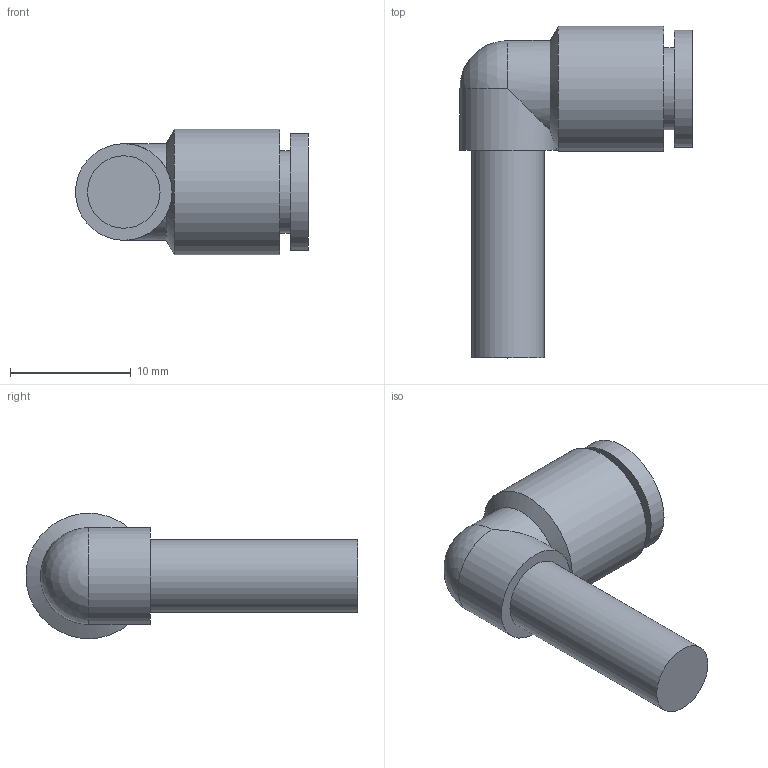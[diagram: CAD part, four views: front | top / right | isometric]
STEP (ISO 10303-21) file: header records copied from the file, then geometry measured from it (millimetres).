
FILE_DESCRIPTION( ( 'STEP AP214' ), '1' );
FILE_NAME( 'KQ2L06-99A.stp', '2020-03-21T08:40:44', ( 'License CC BY-ND 4.0' ), ( 'CADENAS' ), ' ', 'PARTsolutions', ' ' );
FILE_SCHEMA( ( 'AUTOMOTIVE_DESIGN { 1 0 10303 214 1 1 1 1 }' ) );
Length unit declared in the file: millimetre
Products named in the file (1): _KQ2L06-99A
Bounding box: 19.3 x 27.5 x 10.4 mm (x, y, z)
Volume: 1453.1 mm3; surface area: 1373.5 mm2
Topology: 1 solids, 1 shells, 15 faces, 27 edges, 17 vertices
Faces by surface type: cylinder 7, plane 6, cone 1, sphere 1
Full cylindrical faces by diameter (mm): 6 x2, 6.8 x1, 8 x1, 9.7 x1, 10.4 x1
Entity records: 470 total; most frequent: CARTESIAN_POINT 69, DIRECTION 64, ORIENTED_EDGE 34, AXIS2_PLACEMENT_3D 32, EDGE_LOOP 26, FACE_OUTER_BOUND 21, EDGE_CURVE 17, STYLED_ITEM 15
